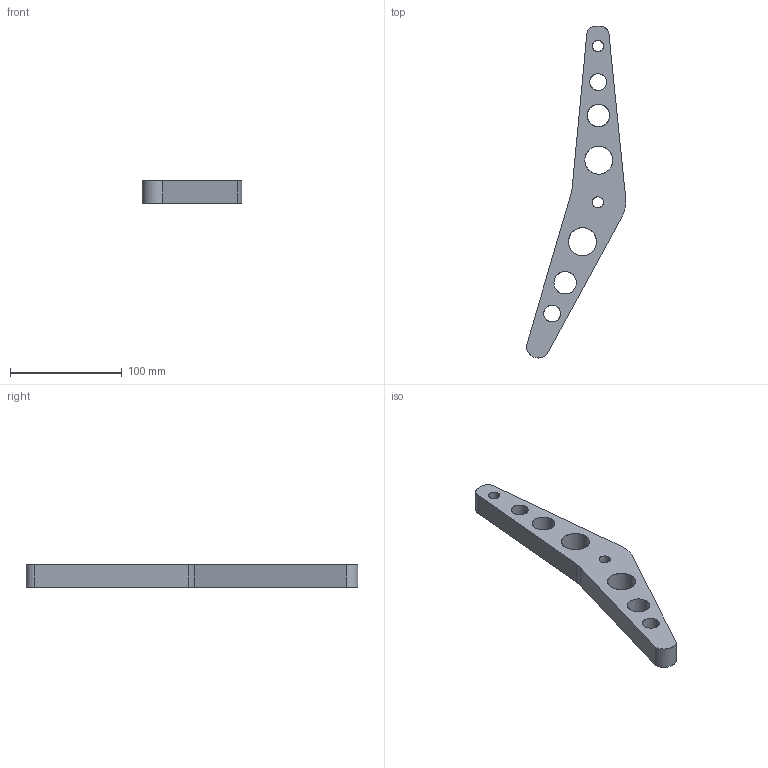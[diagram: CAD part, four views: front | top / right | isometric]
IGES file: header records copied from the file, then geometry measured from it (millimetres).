
Start section: SolidWorks IGES FILE using analytic representation for surfaces
Global section: file name: perna_esq.IGS; native system: SolidWorks 2000 by SolidWorks Corporation; preprocessor: Version 5.2; author: mec17121; date: 020308.150400; units: millimetre
Bounding box: 89.15 x 297.41 x 20 mm (x, y, z)
Surface area: 38754.4 mm2 (no closed solid volume)
Topology: 0 solids, 0 shells, 31 faces, 774 edges, 774 vertices
Faces by surface type: revolution 23, bspline 8
